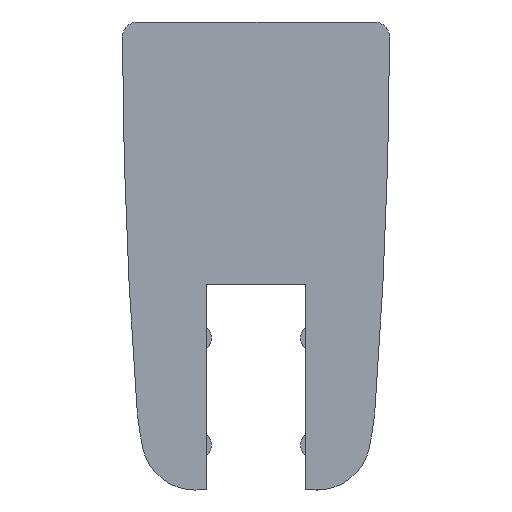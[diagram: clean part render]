
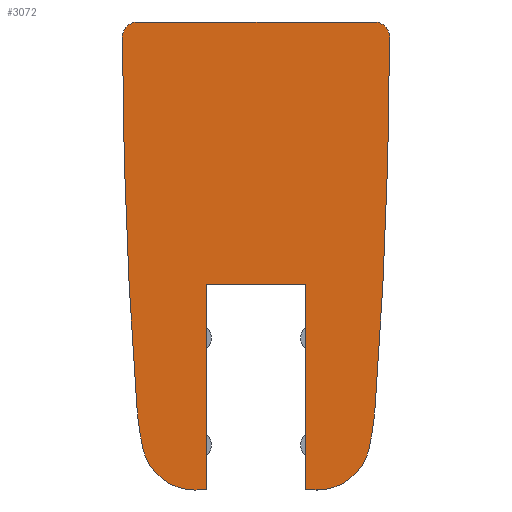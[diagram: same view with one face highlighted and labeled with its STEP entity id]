
A CAD part, left-side view. The second image highlights one B-rep face of the part: STEP entity #3072.
In plain terms, the highlighted planar face has unit normal (-1, 0, 0).
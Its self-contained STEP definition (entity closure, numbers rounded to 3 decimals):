
#346=FACE_OUTER_BOUND('',#510,.T.);
#510=EDGE_LOOP('',(#2360,#2361,#2362,#2363,#2364,#2365,#2366,#2367,#2368,
#2369,#2370,#2371,#2372,#2373));
#699=LINE('',#5032,#949);
#725=LINE('',#5188,#975);
#727=LINE('',#5193,#977);
#728=LINE('',#5195,#978);
#729=LINE('',#5197,#979);
#730=LINE('',#5205,#980);
#949=VECTOR('',#4030,10.);
#975=VECTOR('',#4164,10.);
#977=VECTOR('',#4168,10.);
#978=VECTOR('',#4169,10.);
#979=VECTOR('',#4170,10.);
#980=VECTOR('',#4179,10.);
#1187=CIRCLE('',#3477,2.);
#1190=CIRCLE('',#3481,670.);
#1192=CIRCLE('',#3484,42.);
#1194=CIRCLE('',#3487,7.);
#1247=CIRCLE('',#3544,7.);
#1248=CIRCLE('',#3545,42.);
#1249=CIRCLE('',#3546,670.);
#1250=CIRCLE('',#3547,2.);
#1411=VERTEX_POINT('',#5001);
#1412=VERTEX_POINT('',#5002);
#1416=VERTEX_POINT('',#5012);
#1418=VERTEX_POINT('',#5018);
#1420=VERTEX_POINT('',#5024);
#1422=VERTEX_POINT('',#5030);
#1498=VERTEX_POINT('',#5187);
#1499=VERTEX_POINT('',#5191);
#1500=VERTEX_POINT('',#5192);
#1501=VERTEX_POINT('',#5194);
#1502=VERTEX_POINT('',#5196);
#1503=VERTEX_POINT('',#5198);
#1504=VERTEX_POINT('',#5200);
#1505=VERTEX_POINT('',#5202);
#1734=EDGE_CURVE('',#1411,#1412,#1187,.T.);
#1740=EDGE_CURVE('',#1416,#1412,#1190,.T.);
#1743=EDGE_CURVE('',#1418,#1416,#1192,.T.);
#1746=EDGE_CURVE('',#1420,#1418,#1194,.T.);
#1749=EDGE_CURVE('',#1422,#1420,#699,.T.);
#1827=EDGE_CURVE('',#1498,#1411,#725,.T.);
#1829=EDGE_CURVE('',#1499,#1500,#727,.T.);
#1830=EDGE_CURVE('',#1499,#1501,#728,.T.);
#1831=EDGE_CURVE('',#1501,#1502,#729,.T.);
#1832=EDGE_CURVE('',#1502,#1503,#1247,.T.);
#1833=EDGE_CURVE('',#1503,#1504,#1248,.T.);
#1834=EDGE_CURVE('',#1504,#1505,#1249,.T.);
#1835=EDGE_CURVE('',#1498,#1505,#1250,.T.);
#1836=EDGE_CURVE('',#1500,#1422,#730,.T.);
#2360=ORIENTED_EDGE('',*,*,#1829,.F.);
#2361=ORIENTED_EDGE('',*,*,#1830,.T.);
#2362=ORIENTED_EDGE('',*,*,#1831,.T.);
#2363=ORIENTED_EDGE('',*,*,#1832,.T.);
#2364=ORIENTED_EDGE('',*,*,#1833,.T.);
#2365=ORIENTED_EDGE('',*,*,#1834,.T.);
#2366=ORIENTED_EDGE('',*,*,#1835,.F.);
#2367=ORIENTED_EDGE('',*,*,#1827,.T.);
#2368=ORIENTED_EDGE('',*,*,#1734,.T.);
#2369=ORIENTED_EDGE('',*,*,#1740,.F.);
#2370=ORIENTED_EDGE('',*,*,#1743,.F.);
#2371=ORIENTED_EDGE('',*,*,#1746,.F.);
#2372=ORIENTED_EDGE('',*,*,#1749,.F.);
#2373=ORIENTED_EDGE('',*,*,#1836,.F.);
#2982=PLANE('',#3543);
#3072=ADVANCED_FACE('',(#346),#2982,.F.);
#3477=AXIS2_PLACEMENT_3D('',#5003,#3999,#4000);
#3481=AXIS2_PLACEMENT_3D('',#5014,#4010,#4011);
#3484=AXIS2_PLACEMENT_3D('',#5020,#4017,#4018);
#3487=AXIS2_PLACEMENT_3D('',#5026,#4024,#4025);
#3543=AXIS2_PLACEMENT_3D('',#5190,#4166,#4167);
#3544=AXIS2_PLACEMENT_3D('',#5199,#4171,#4172);
#3545=AXIS2_PLACEMENT_3D('',#5201,#4173,#4174);
#3546=AXIS2_PLACEMENT_3D('',#5203,#4175,#4176);
#3547=AXIS2_PLACEMENT_3D('',#5204,#4177,#4178);
#3999=DIRECTION('center_axis',(-1.,0.,0.));
#4000=DIRECTION('ref_axis',(0.,0.708,0.706));
#4010=DIRECTION('center_axis',(1.,0.,0.));
#4011=DIRECTION('ref_axis',(0.,0.997,-0.075));
#4017=DIRECTION('center_axis',(1.,0.,0.));
#4018=DIRECTION('ref_axis',(0.,0.979,-0.202));
#4024=DIRECTION('center_axis',(1.,0.,0.));
#4025=DIRECTION('ref_axis',(0.,0.,-1.));
#4030=DIRECTION('',(0.,1.,0.));
#4164=DIRECTION('',(0.,1.,0.));
#4166=DIRECTION('center_axis',(1.,0.,0.));
#4167=DIRECTION('ref_axis',(0.,0.,-1.));
#4168=DIRECTION('',(0.,1.,0.));
#4169=DIRECTION('',(0.,0.,-1.));
#4170=DIRECTION('',(0.,-1.,0.));
#4171=DIRECTION('center_axis',(-1.,0.,0.));
#4172=DIRECTION('ref_axis',(0.,0.,-1.));
#4173=DIRECTION('center_axis',(-1.,0.,0.));
#4174=DIRECTION('ref_axis',(0.,-0.979,-0.202));
#4175=DIRECTION('center_axis',(-1.,0.,0.));
#4176=DIRECTION('ref_axis',(0.,-0.997,-0.075));
#4177=DIRECTION('center_axis',(1.,0.,0.));
#4178=DIRECTION('ref_axis',(0.,-0.708,0.706));
#4179=DIRECTION('',(0.,0.,-1.));
#5001=CARTESIAN_POINT('',(-17.,13.997,3.4));
#5002=CARTESIAN_POINT('',(-17.,15.997,1.394));
#5003=CARTESIAN_POINT('Origin',(-17.,13.997,1.4));
#5012=CARTESIAN_POINT('',(-17.,14.102,-46.989));
#5014=CARTESIAN_POINT('Origin',(-17.,-654.,3.4));
#5018=CARTESIAN_POINT('',(-17.,13.356,-52.314));
#5020=CARTESIAN_POINT('Origin',(-17.,-27.779,-43.83));
#5024=CARTESIAN_POINT('',(-17.,6.5,-57.9));
#5026=CARTESIAN_POINT('Origin',(-17.,6.5,-50.9));
#5030=CARTESIAN_POINT('',(-17.,5.,-57.9));
#5032=CARTESIAN_POINT('',(-17.,5.,-57.9));
#5187=CARTESIAN_POINT('',(-17.,-16.997,3.4));
#5188=CARTESIAN_POINT('',(-17.,-19.,3.4));
#5190=CARTESIAN_POINT('Origin',(-17.,-9.253,-38.));
#5191=CARTESIAN_POINT('',(-17.,-8.,-31.));
#5192=CARTESIAN_POINT('',(-17.,5.,-31.));
#5193=CARTESIAN_POINT('',(-17.,-3.,-31.));
#5194=CARTESIAN_POINT('',(-17.,-8.,-57.9));
#5195=CARTESIAN_POINT('',(-17.,-8.,-31.));
#5196=CARTESIAN_POINT('',(-17.,-9.5,-57.9));
#5197=CARTESIAN_POINT('',(-17.,-8.,-57.9));
#5198=CARTESIAN_POINT('',(-17.,-16.356,-52.314));
#5199=CARTESIAN_POINT('Origin',(-17.,-9.5,-50.9));
#5200=CARTESIAN_POINT('',(-17.,-17.102,-46.989));
#5201=CARTESIAN_POINT('Origin',(-17.,24.779,-43.83));
#5202=CARTESIAN_POINT('',(-17.,-18.997,1.394));
#5203=CARTESIAN_POINT('Origin',(-17.,651.,3.4));
#5204=CARTESIAN_POINT('Origin',(-17.,-16.997,1.4));
#5205=CARTESIAN_POINT('',(-17.,5.,-31.));
